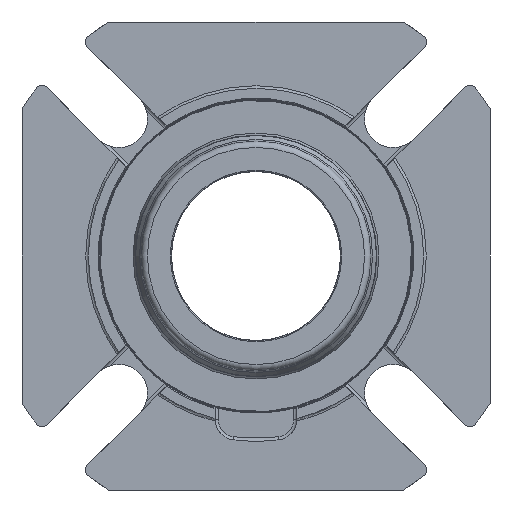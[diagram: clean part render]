
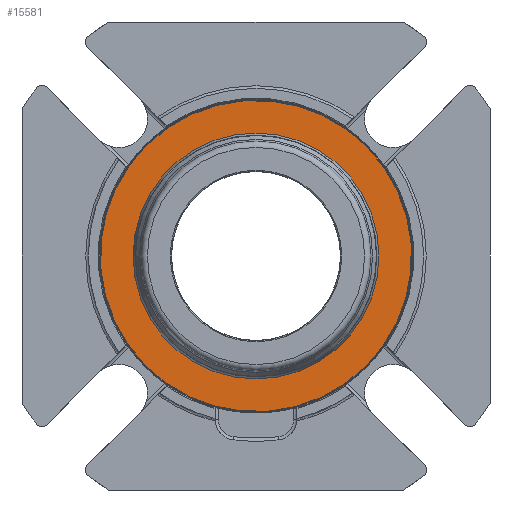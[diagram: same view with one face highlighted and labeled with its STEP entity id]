
A CAD part, left-side view. The second image highlights one B-rep face of the part: STEP entity #15581.
In plain terms, the highlighted planar face has unit normal (-1, 0, 0).
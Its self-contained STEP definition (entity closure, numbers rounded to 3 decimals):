
#3118=PLANE('',#16571);
#3471=ORIENTED_EDGE('',*,*,#8309,.F.);
#3472=ORIENTED_EDGE('',*,*,#8310,.T.);
#8309=EDGE_CURVE('',#10729,#10729,#12298,.F.);
#8310=EDGE_CURVE('',#10730,#10730,#12299,.T.);
#10729=VERTEX_POINT('',#22612);
#10730=VERTEX_POINT('',#22615);
#12298=CIRCLE('',#16570,30.023);
#12299=CIRCLE('',#16572,38.);
#13065=EDGE_LOOP('',(#3471));
#13066=EDGE_LOOP('',(#3472));
#14164=FACE_BOUND('',#13065,.T.);
#14165=FACE_BOUND('',#13066,.T.);
#15581=ADVANCED_FACE('',(#14164,#14165),#3118,.F.);
#16570=AXIS2_PLACEMENT_3D('',#22611,#18214,#18215);
#16571=AXIS2_PLACEMENT_3D('',#22613,#18216,#18217);
#16572=AXIS2_PLACEMENT_3D('',#22614,#18218,#18219);
#18214=DIRECTION('',(1.,0.,0.));
#18215=DIRECTION('',(0.,0.,-1.));
#18216=DIRECTION('',(1.,0.,0.));
#18217=DIRECTION('',(0.,-0.816,-0.577));
#18218=DIRECTION('',(-1.,0.,0.));
#18219=DIRECTION('',(0.,0.816,0.577));
#22611=CARTESIAN_POINT('',(39.505,0.,0.));
#22612=CARTESIAN_POINT('',(39.505,0.,-30.023));
#22613=CARTESIAN_POINT('',(39.505,31.027,21.939));
#22614=CARTESIAN_POINT('',(39.505,0.,0.));
#22615=CARTESIAN_POINT('',(39.505,31.027,21.939));
